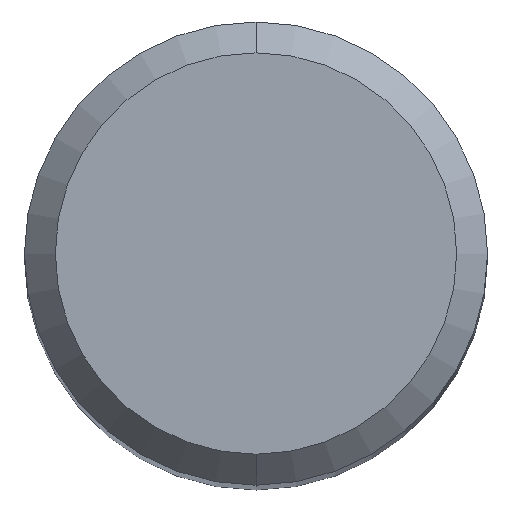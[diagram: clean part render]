
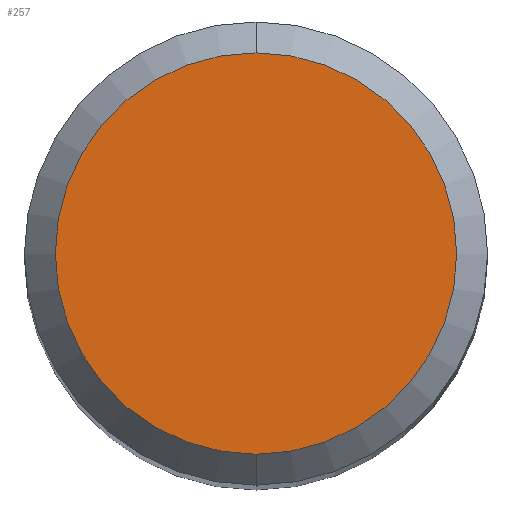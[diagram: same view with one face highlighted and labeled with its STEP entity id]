
A CAD part, top view. The second image highlights one B-rep face of the part: STEP entity #257.
In plain terms, the highlighted planar face has unit normal (0, 0, 1).
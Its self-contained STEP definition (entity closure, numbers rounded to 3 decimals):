
#257=ADVANCED_FACE('',(#559),#560,.T.);
#281=VERTEX_POINT('',#589);
#293=VERTEX_POINT('',#603);
#359=EDGE_CURVE('',#293,#281,#674,.T.);
#417=EDGE_CURVE('',#281,#293,#735,.T.);
#559=FACE_OUTER_BOUND('',#985,.T.);
#560=PLANE('',#986);
#589=CARTESIAN_POINT('',(0.0,2.6,0.0));
#603=CARTESIAN_POINT('',(0.,-2.6,0.0));
#674=CIRCLE('',#1159,2.6);
#735=CIRCLE('',#1310,2.6);
#985=EDGE_LOOP('',(#1502,#1503));
#986=AXIS2_PLACEMENT_3D('',#1504,#1505,#1506);
#1159=AXIS2_PLACEMENT_3D('',#1642,#1643,#1644);
#1310=AXIS2_PLACEMENT_3D('',#1696,#1697,#1698);
#1502=ORIENTED_EDGE('',*,*,#417,.F.);
#1503=ORIENTED_EDGE('',*,*,#359,.F.);
#1504=CARTESIAN_POINT('',(0.0,1.3,0.0));
#1505=DIRECTION('',(-0.0,0.0,1.0));
#1506=DIRECTION('',(0.0,-1.0,0.0));
#1642=CARTESIAN_POINT('',(0.0,0.0,0.0));
#1643=DIRECTION('',(0.0,0.0,-1.0));
#1644=DIRECTION('',(0.0,1.0,0.0));
#1696=CARTESIAN_POINT('',(0.0,0.0,0.0));
#1697=DIRECTION('',(0.0,0.0,-1.0));
#1698=DIRECTION('',(0.0,1.0,0.0));
